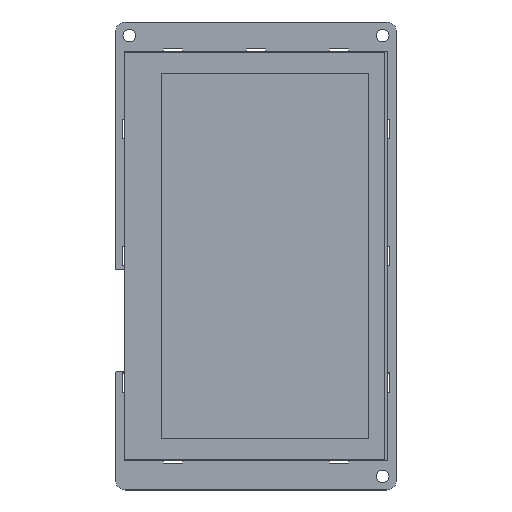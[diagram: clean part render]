
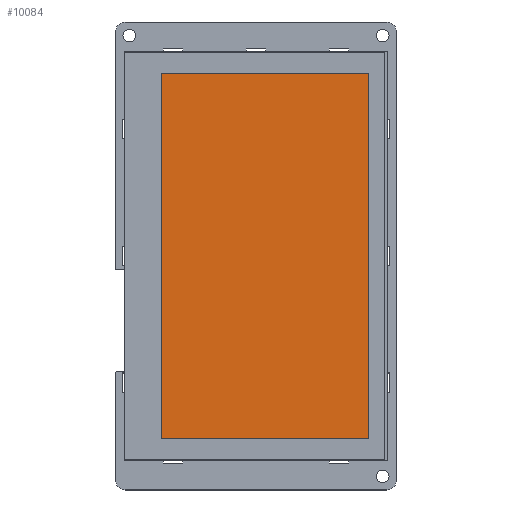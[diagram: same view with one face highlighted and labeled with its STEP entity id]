
A CAD part, top view. The second image highlights one B-rep face of the part: STEP entity #10084.
In plain terms, the highlighted planar face has unit normal (0, 0, 1).
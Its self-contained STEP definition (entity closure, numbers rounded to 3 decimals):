
#3096=DIRECTION('',(-1.,0.,0.));
#3097=VECTOR('',#3096,54.);
#3098=CARTESIAN_POINT('',(29.382,47.595,7.95));
#3099=LINE('',#3098,#3097);
#3100=DIRECTION('',(0.,1.,0.));
#3101=VECTOR('',#3100,95.2);
#3102=CARTESIAN_POINT('',(29.382,-47.605,7.95));
#3103=LINE('',#3102,#3101);
#3104=DIRECTION('',(1.,0.,0.));
#3105=VECTOR('',#3104,54.);
#3106=CARTESIAN_POINT('',(-24.618,-47.605,7.95));
#3107=LINE('',#3106,#3105);
#3108=DIRECTION('',(0.,-1.,0.));
#3109=VECTOR('',#3108,95.2);
#3110=CARTESIAN_POINT('',(-24.618,47.595,7.95));
#3111=LINE('',#3110,#3109);
#4180=CARTESIAN_POINT('',(29.382,47.595,7.95));
#4181=CARTESIAN_POINT('',(-24.618,47.595,7.95));
#4182=VERTEX_POINT('',#4180);
#4183=VERTEX_POINT('',#4181);
#4184=CARTESIAN_POINT('',(-24.618,-47.605,7.95));
#4185=VERTEX_POINT('',#4184);
#4186=CARTESIAN_POINT('',(29.382,-47.605,7.95));
#4187=VERTEX_POINT('',#4186);
#10073=CARTESIAN_POINT('',(-34.238,52.995,7.95));
#10074=DIRECTION('',(0.,0.,1.));
#10075=DIRECTION('',(0.,-1.,0.));
#10076=AXIS2_PLACEMENT_3D('',#10073,#10074,#10075);
#10077=PLANE('',#10076);
#10078=ORIENTED_EDGE('',*,*,#10025,.F.);
#10079=ORIENTED_EDGE('',*,*,#10040,.F.);
#10080=ORIENTED_EDGE('',*,*,#10054,.F.);
#10081=ORIENTED_EDGE('',*,*,#10067,.F.);
#10082=EDGE_LOOP('',(#10078,#10079,#10080,#10081));
#10083=FACE_OUTER_BOUND('',#10082,.F.);
#10025=EDGE_CURVE('',#4182,#4183,#3099,.T.);
#10040=EDGE_CURVE('',#4187,#4182,#3103,.T.);
#10054=EDGE_CURVE('',#4185,#4187,#3107,.T.);
#10067=EDGE_CURVE('',#4183,#4185,#3111,.T.);
#10084=ADVANCED_FACE('',(#10083),#10077,.T.);
